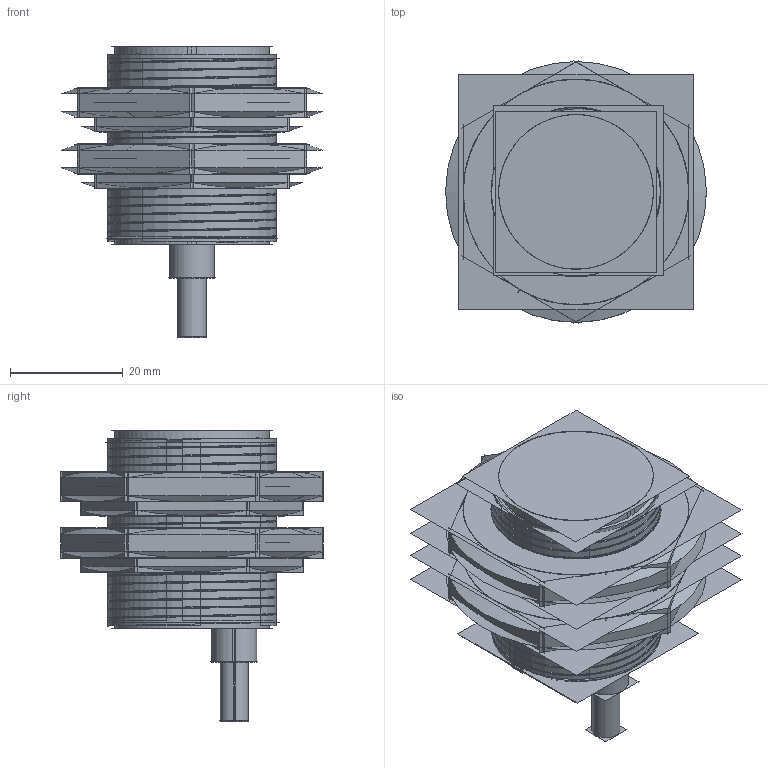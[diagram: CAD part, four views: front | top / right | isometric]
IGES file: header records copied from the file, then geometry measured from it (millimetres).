
Start section:  PTC IGES file: 192747.igs
Global section: file name: 192747.igs; native system: Creo Parametric by Parametric Technology Corporation; preprocessor: 2013230; author: pdmadmin; organization: Unknown; date: 20160201.113854; units: millimetre
Bounding box: 46.34 x 46.65 x 51.71 mm (x, y, z)
Volume: 33737.8 mm3; surface area: 153499 mm2
Topology: 3 solids, 3 shells, 244 faces, 1258 edges, 1607 vertices
Faces by surface type: revolution 144, bspline 100
